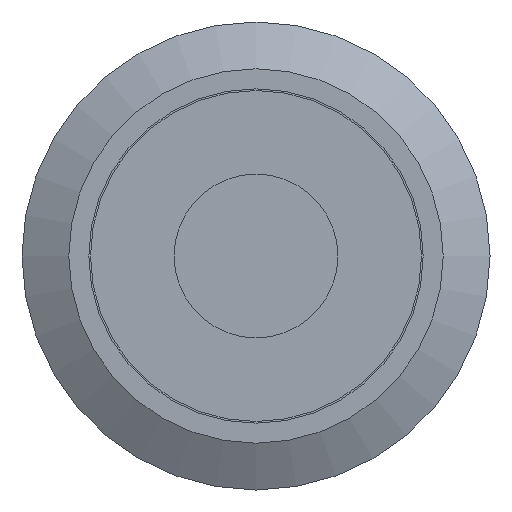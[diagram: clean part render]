
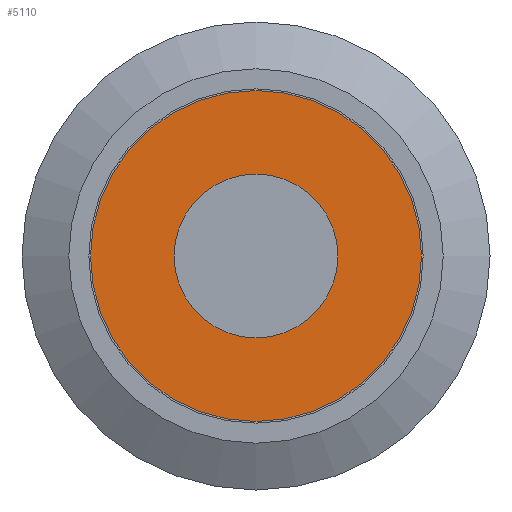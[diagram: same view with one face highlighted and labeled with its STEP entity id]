
A CAD part, left-side view. The second image highlights one B-rep face of the part: STEP entity #5110.
In plain terms, the highlighted planar face has unit normal (-1, 0, 0).
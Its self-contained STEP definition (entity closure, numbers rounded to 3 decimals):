
#116=FACE_BOUND('',#1830,.T.);
#1526=FACE_OUTER_BOUND('',#1829,.T.);
#1829=EDGE_LOOP('',(#4529));
#1830=EDGE_LOOP('',(#4530));
#1859=CIRCLE('',#5154,4.9);
#1991=CIRCLE('',#5547,9.9);
#2015=VERTEX_POINT('',#7048);
#2431=VERTEX_POINT('',#8400);
#2466=EDGE_CURVE('',#2015,#2015,#1859,.T.);
#3141=EDGE_CURVE('',#2431,#2431,#1991,.T.);
#4529=ORIENTED_EDGE('',*,*,#3141,.T.);
#4530=ORIENTED_EDGE('',*,*,#2466,.T.);
#4835=PLANE('',#5546);
#5110=ADVANCED_FACE('',(#1526,#116),#4835,.F.);
#5154=AXIS2_PLACEMENT_3D('',#7049,#5597,#5598);
#5546=AXIS2_PLACEMENT_3D('',#8399,#6924,#6925);
#5547=AXIS2_PLACEMENT_3D('',#8401,#6926,#6927);
#5597=DIRECTION('center_axis',(1.,0.,0.));
#5598=DIRECTION('ref_axis',(0.,0.,1.));
#6924=DIRECTION('center_axis',(1.,0.,0.));
#6925=DIRECTION('ref_axis',(0.,0.,1.));
#6926=DIRECTION('center_axis',(-1.,0.,0.));
#6927=DIRECTION('ref_axis',(0.,0.,1.));
#7048=CARTESIAN_POINT('',(-2.,0.,-4.9));
#7049=CARTESIAN_POINT('Origin',(-2.,0.,0.));
#8399=CARTESIAN_POINT('Origin',(-2.,0.,0.));
#8400=CARTESIAN_POINT('',(-2.,0.,9.9));
#8401=CARTESIAN_POINT('Origin',(-2.,0.,0.));
